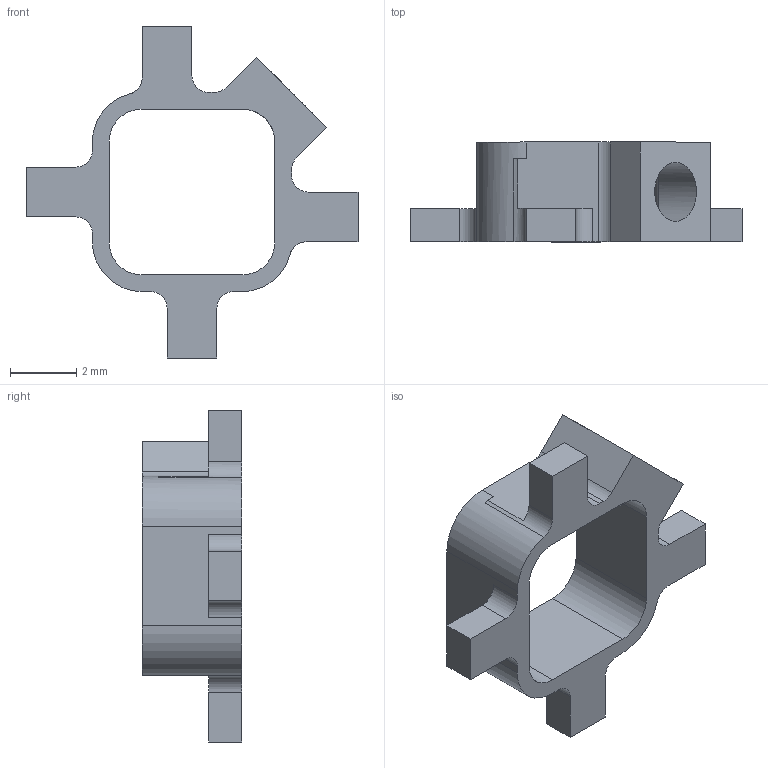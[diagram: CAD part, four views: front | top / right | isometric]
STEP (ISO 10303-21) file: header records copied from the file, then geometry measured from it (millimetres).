
FILE_DESCRIPTION(/* description */ (''),/* implementation_level */ '2;1');
FILE_NAME(/* name */ 'Miniscope_v4_Baseplate_Var_2.step',/* time_stamp */ '2020-05-28T20:38:35-07:00',/* author */ (''),/* organization */ (''),/* preprocessor_version */ 'ST-DEVELOPER v18',/* originating_system */ 'Autodesk Translation Framework v8.12.0.6',/* authorisation */ '');
FILE_SCHEMA (('AUTOMOTIVE_DESIGN { 1 0 10303 214 3 1 1 }'));
Length unit declared in the file: millimetre
Products named in the file (1): Miniscope_v4_Baseplate_Var_2
Bounding box: 10 x 3 x 10 mm (x, y, z)
Volume: 47.4 mm3; surface area: 193 mm2
Topology: 1 solids, 1 shells, 50 faces, 147 edges, 98 vertices
Faces by surface type: plane 31, cylinder 19
Full cylindrical faces by diameter (mm): 1.778 x1
Entity records: 1736 total; most frequent: CARTESIAN_POINT 322, ORIENTED_EDGE 294, DIRECTION 289, EDGE_CURVE 147, LINE 103, VECTOR 103, VERTEX_POINT 98, AXIS2_PLACEMENT_3D 93
